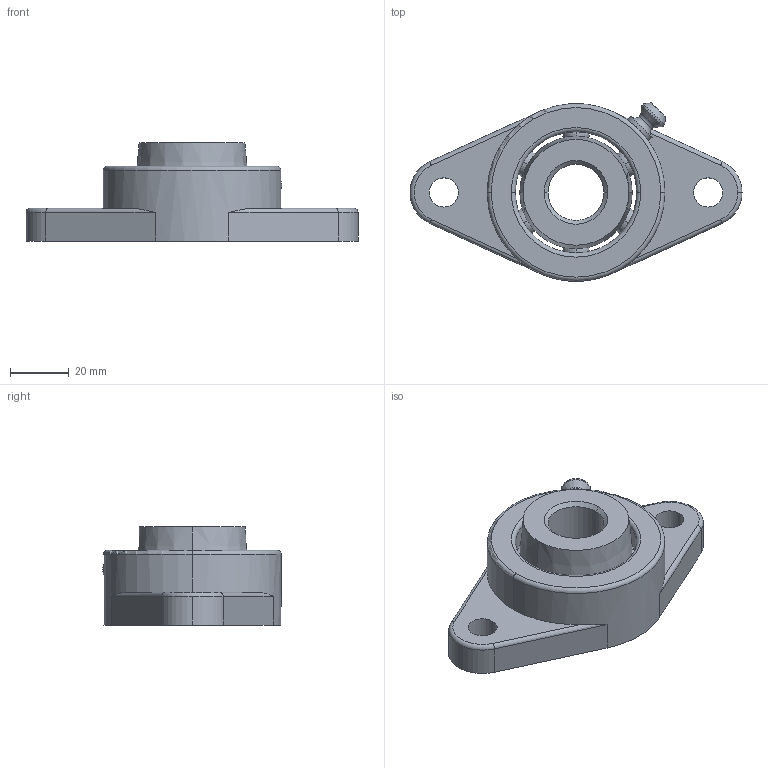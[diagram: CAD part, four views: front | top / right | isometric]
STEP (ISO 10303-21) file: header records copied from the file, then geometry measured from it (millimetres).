
FILE_DESCRIPTION (( 'STEP AP203' ), '1' );
FILE_NAME ('6494K42.step', '2010-07-02T14:32:34', ( 'jim' ), ( '' ), 'SwSTEP 2.0', 'SolidWorks 2007', '' );
FILE_SCHEMA (( 'CONFIG_CONTROL_DESIGN' ));
Length unit declared in the file: inch
Products named in the file (1): 6494K42
Bounding box: 112.71 x 60.6 x 33.34 mm (x, y, z)
Volume: 77077.4 mm3; surface area: 25364.2 mm2
Topology: 8 solids, 8 shells, 82 faces, 200 edges, 123 vertices
Faces by surface type: cylinder 30, torus 19, sphere 12, plane 11, cone 10
Entity records: 2428 total; most frequent: CARTESIAN_POINT 521, DIRECTION 435, ORIENTED_EDGE 340, AXIS2_PLACEMENT_3D 191, EDGE_CURVE 170, CIRCLE 108, VERTEX_POINT 105, EDGE_LOOP 91
